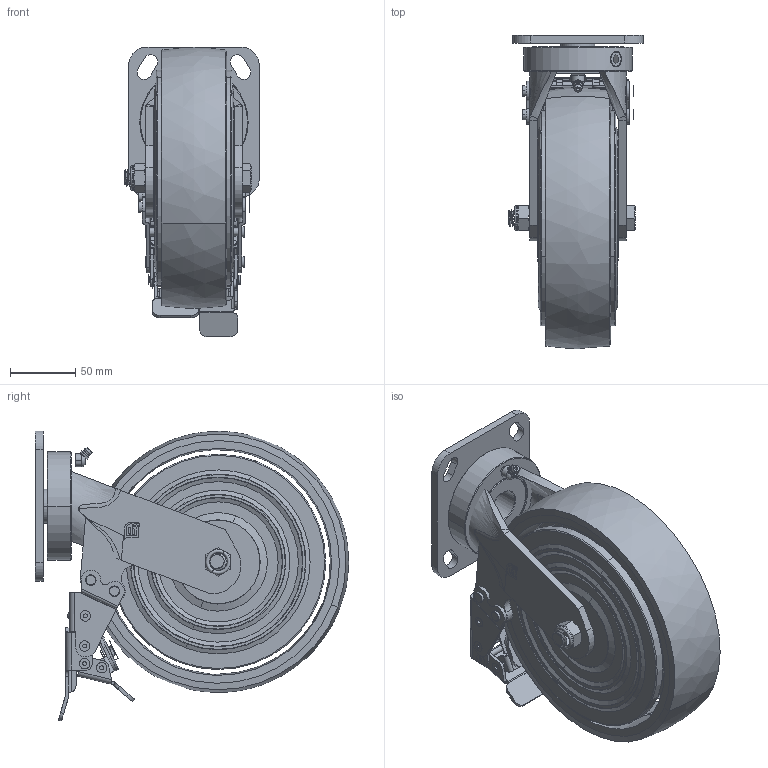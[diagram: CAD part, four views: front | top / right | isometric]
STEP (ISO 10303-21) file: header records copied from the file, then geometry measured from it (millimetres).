
FILE_DESCRIPTION((''),'2;1');
FILE_NAME('PRT0009','2025-06-04T16:48:27',('Administrator'),(''),'CREO PARAMETRIC BY PTC INC, 2022124','CREO PARAMETRIC BY PTC INC, 2022124','');
FILE_SCHEMA(('AP203_CONFIGURATION_CONTROLLED_3D_DESIGN_OF_MECHANICAL_PARTS_AND_ASSEMBLIES_MIM_LF { 1 0 10303 403 2 1 2 }'));
Length unit declared in the file: millimetre
Products named in the file (1): PRT0009
Bounding box: 103 x 239.99 x 222.21 mm (x, y, z)
Surface area: 239759.6 mm2 (no closed solid volume)
Topology: 0 solids, 65 shells, 458 faces, 1979 edges, 1556 vertices
Faces by surface type: plane 190, cylinder 141, cone 62, torus 43, bspline 21, extrusion 1
Entity records: 28564 total; most frequent: CARTESIAN_POINT 9217, DIRECTION 3394, ORIENTED_EDGE 2813, EDGE_CURVE 1979, VERTEX_POINT 1556, AXIS2_PLACEMENT_3D 1153, VECTOR 1085, LINE 1084
